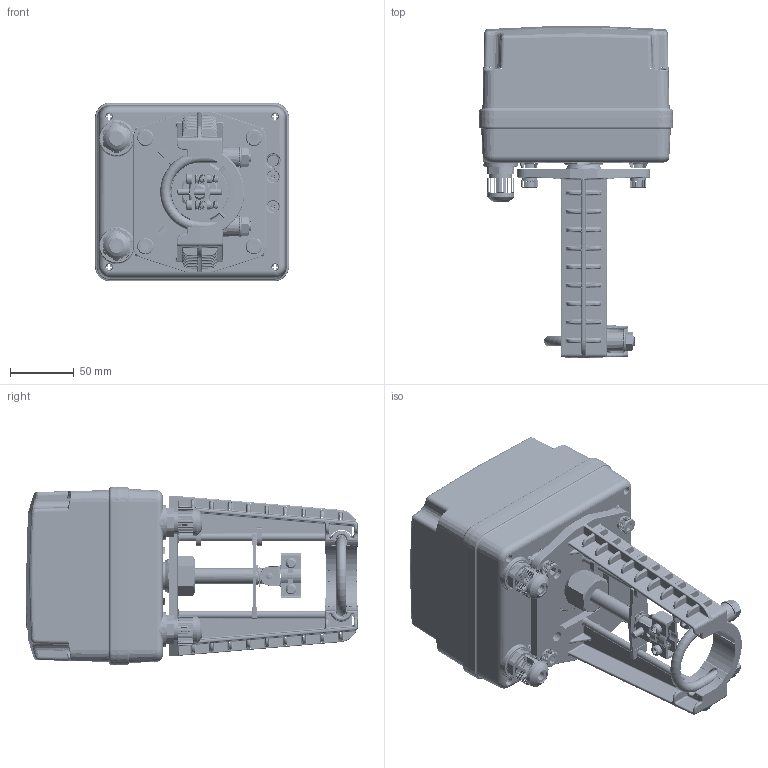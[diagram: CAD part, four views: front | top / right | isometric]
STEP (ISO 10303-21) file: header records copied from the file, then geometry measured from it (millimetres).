
FILE_DESCRIPTION (( 'STEP AP214' ), '1' );
FILE_NAME ('【2-2】VAJ3Nxx.EPxx-45系列执行器-2kN-54U-45-IP54-20231212.STEP', '2023-12-20T08:12:44', ( 'User' ), ( 'china' ), 'SwSTEP 2.0', 'SolidWorks 2013', '' );
FILE_SCHEMA (( 'AUTOMOTIVE_DESIGN' ));
Length unit declared in the file: millimetre
Products named in the file (1): 【2-2】VAJ3Nxx.EPxx-45系列执行器-2kN-54U-45-IP54-20231212
Bounding box: 152 x 260 x 140 mm (x, y, z)
Surface area: 207287.4 mm2 (no closed solid volume)
Topology: 0 solids, 49 shells, 2912 faces, 10743 edges, 7440 vertices
Faces by surface type: cylinder 1095, plane 781, bspline 721, cone 179, torus 122, sphere 14
Entity records: 211507 total; most frequent: CARTESIAN_POINT 100921, ORIENTED_EDGE 16611, DIRECTION 13575, EDGE_CURVE 10621, VERTEX_POINT 7438, AXIS2_PLACEMENT_3D 4619, LINE 4337, VECTOR 4337
